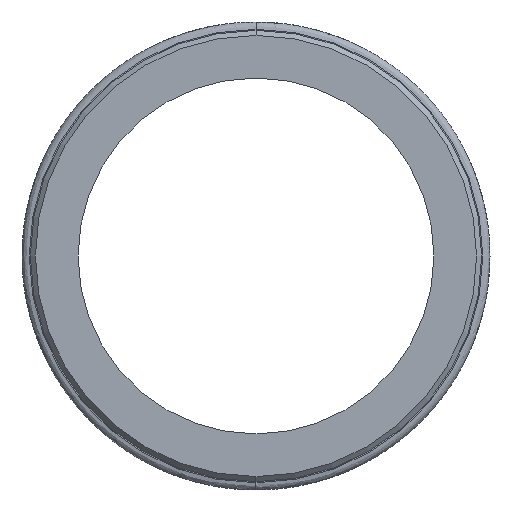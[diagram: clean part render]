
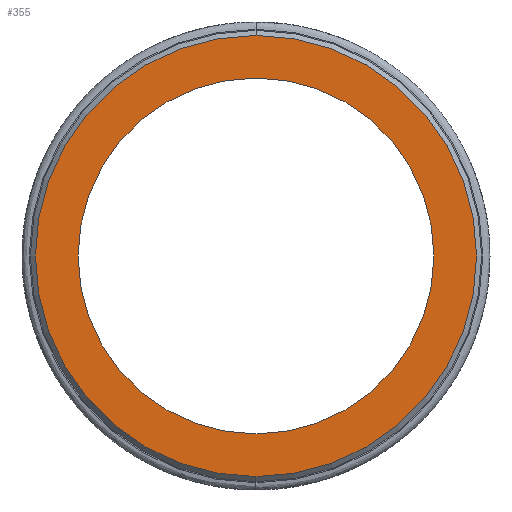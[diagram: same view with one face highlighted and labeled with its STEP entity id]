
A CAD part, left-side view. The second image highlights one B-rep face of the part: STEP entity #355.
In plain terms, the highlighted planar face has unit normal (-1, 0, 0).
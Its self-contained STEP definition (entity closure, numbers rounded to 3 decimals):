
#355=ADVANCED_FACE('',(#2516,#2517),#2515,.T.);
#2515=PLANE('',#6694);
#2516=FACE_OUTER_BOUND('',#6695,.T.);
#2517=FACE_BOUND('',#6696,.T.);
#6691=CARTESIAN_POINT('',(-64.,-85.344,-81.));
#6692=DIRECTION('',(-1.,0.,0.));
#6693=DIRECTION('',(0.,0.,1.));
#6694=AXIS2_PLACEMENT_3D('',#6691,#6692,#6693);
#6695=EDGE_LOOP('',(#7759,#7760));
#6696=EDGE_LOOP('',(#7761,#7762));
#7759=ORIENTED_EDGE('',*,*,#8295,.T.);
#7760=ORIENTED_EDGE('',*,*,#8296,.T.);
#7761=ORIENTED_EDGE('',*,*,#8297,.F.);
#7762=ORIENTED_EDGE('',*,*,#8298,.F.);
#8295=EDGE_CURVE('',#11127,#11128,#11129,.T.);
#8296=EDGE_CURVE('',#11128,#11127,#11135,.T.);
#8297=EDGE_CURVE('',#11141,#11142,#11143,.T.);
#8298=EDGE_CURVE('',#11142,#11141,#11149,.T.);
#11127=VERTEX_POINT('',#13689);
#11128=VERTEX_POINT('',#13690);
#11129=CIRCLE('',#13694,43.5);
#11135=CIRCLE('',#13698,43.5);
#11141=VERTEX_POINT('',#13699);
#11142=VERTEX_POINT('',#13700);
#11143=CIRCLE('',#13704,35.1);
#11149=CIRCLE('',#13708,35.1);
#13689=CARTESIAN_POINT('',(-64.,0.,59.5));
#13690=CARTESIAN_POINT('',(-64.,0.,-27.5));
#13691=CARTESIAN_POINT('',(-64.,0.,16.));
#13692=DIRECTION('',(-1.,0.,0.));
#13693=DIRECTION('',(0.,0.,1.));
#13694=AXIS2_PLACEMENT_3D('',#13691,#13692,#13693);
#13695=CARTESIAN_POINT('',(-64.,0.,16.));
#13696=DIRECTION('',(-1.,0.,0.));
#13697=DIRECTION('',(0.,0.,1.));
#13698=AXIS2_PLACEMENT_3D('',#13695,#13696,#13697);
#13699=CARTESIAN_POINT('',(-64.,0.,-19.1));
#13700=CARTESIAN_POINT('',(-64.,0.,51.1));
#13701=CARTESIAN_POINT('',(-64.,0.,16.));
#13702=DIRECTION('',(-1.,0.,0.));
#13703=DIRECTION('',(0.,0.,1.));
#13704=AXIS2_PLACEMENT_3D('',#13701,#13702,#13703);
#13705=CARTESIAN_POINT('',(-64.,0.,16.));
#13706=DIRECTION('',(-1.,0.,0.));
#13707=DIRECTION('',(0.,0.,1.));
#13708=AXIS2_PLACEMENT_3D('',#13705,#13706,#13707);
